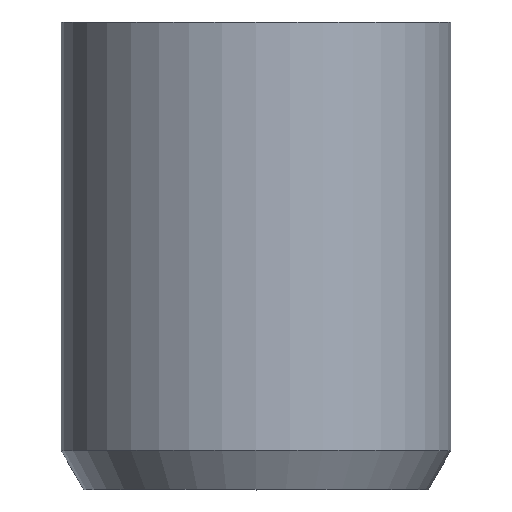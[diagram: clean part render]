
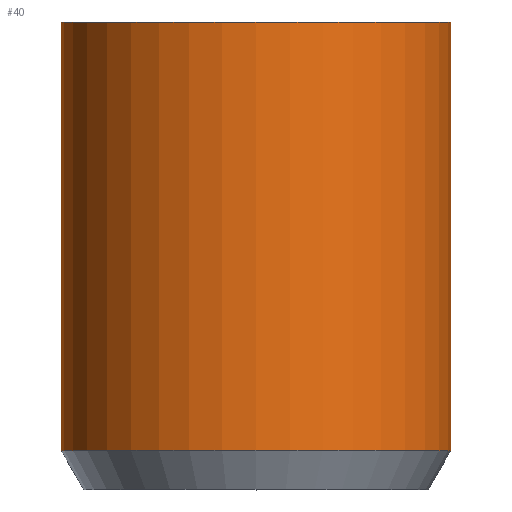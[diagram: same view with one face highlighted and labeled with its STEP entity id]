
A CAD part, top view. The second image highlights one B-rep face of the part: STEP entity #40.
In plain terms, the highlighted cylindrical face has radius 15 mm (diameter 30 mm), a full revolution.
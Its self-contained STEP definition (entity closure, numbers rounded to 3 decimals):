
#40 = ADVANCED_FACE( '', ( #79, #80 ), #81, .T. );
#79 = FACE_OUTER_BOUND( '', #110, .T. );
#80 = FACE_OUTER_BOUND( '', #111, .T. );
#81 = CYLINDRICAL_SURFACE( '', #112, 15. );
#110 = EDGE_LOOP( '', ( #145 ) );
#111 = EDGE_LOOP( '', ( #146 ) );
#112 = AXIS2_PLACEMENT_3D( '', #147, #148, #149 );
#145 = ORIENTED_EDGE( '', *, *, #155, .T. );
#146 = ORIENTED_EDGE( '', *, *, #151, .F. );
#147 = CARTESIAN_POINT( '', ( 0., 0., 0. ) );
#148 = DIRECTION( '', ( 0., 1., 0. ) );
#149 = DIRECTION( '', ( 0., 0., -1. ) );
#151 = EDGE_CURVE( '', #163, #163, #164, .T. );
#155 = EDGE_CURVE( '', #170, #170, #171, .T. );
#163 = VERTEX_POINT( '', #181 );
#164 = CIRCLE( '', #182, 15. );
#170 = VERTEX_POINT( '', #188 );
#171 = CIRCLE( '', #189, 15. );
#181 = CARTESIAN_POINT( '', ( 0., 3., -15. ) );
#182 = AXIS2_PLACEMENT_3D( '', #198, #199, #200 );
#188 = CARTESIAN_POINT( '', ( 0., 36., -15. ) );
#189 = AXIS2_PLACEMENT_3D( '', #207, #208, #209 );
#198 = CARTESIAN_POINT( '', ( 0., 3., 0. ) );
#199 = DIRECTION( '', ( 0., -1., 0. ) );
#200 = DIRECTION( '', ( 0., 0., -1. ) );
#207 = CARTESIAN_POINT( '', ( 0., 36., 0. ) );
#208 = DIRECTION( '', ( 0., -1., 0. ) );
#209 = DIRECTION( '', ( 0., 0., -1. ) );
